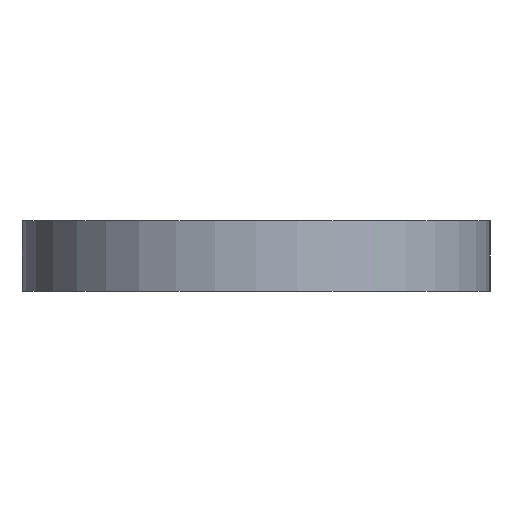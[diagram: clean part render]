
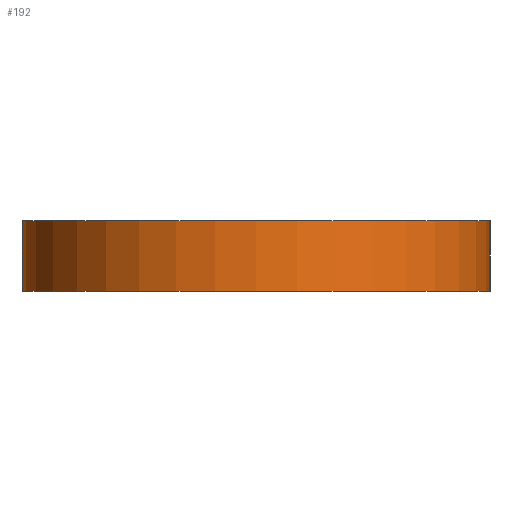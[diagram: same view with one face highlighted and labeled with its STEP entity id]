
A CAD part, left-side view. The second image highlights one B-rep face of the part: STEP entity #192.
In plain terms, the highlighted cylindrical face has radius 10 mm (diameter 20 mm), a partial arc.
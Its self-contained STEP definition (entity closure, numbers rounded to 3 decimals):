
#34=FACE_OUTER_BOUND('',#44,.T.);
#44=EDGE_LOOP('',(#150,#151,#152,#153));
#62=LINE('',#331,#74);
#63=LINE('',#334,#75);
#74=VECTOR('',#277,10.);
#75=VECTOR('',#280,10.);
#90=CIRCLE('',#234,10.);
#91=CIRCLE('',#235,10.);
#102=VERTEX_POINT('',#327);
#103=VERTEX_POINT('',#328);
#104=VERTEX_POINT('',#330);
#105=VERTEX_POINT('',#332);
#122=EDGE_CURVE('',#102,#103,#90,.T.);
#123=EDGE_CURVE('',#103,#104,#62,.T.);
#124=EDGE_CURVE('',#105,#104,#91,.T.);
#125=EDGE_CURVE('',#102,#105,#63,.T.);
#150=ORIENTED_EDGE('',*,*,#122,.T.);
#151=ORIENTED_EDGE('',*,*,#123,.T.);
#152=ORIENTED_EDGE('',*,*,#124,.F.);
#153=ORIENTED_EDGE('',*,*,#125,.F.);
#186=CYLINDRICAL_SURFACE('',#233,10.);
#192=ADVANCED_FACE('',(#34),#186,.T.);
#233=AXIS2_PLACEMENT_3D('',#326,#273,#274);
#234=AXIS2_PLACEMENT_3D('',#329,#275,#276);
#235=AXIS2_PLACEMENT_3D('',#333,#278,#279);
#273=DIRECTION('center_axis',(0.,0.,1.));
#274=DIRECTION('ref_axis',(0.,1.,0.));
#275=DIRECTION('center_axis',(0.,0.,1.));
#276=DIRECTION('ref_axis',(0.,1.,0.));
#277=DIRECTION('',(0.,0.,1.));
#278=DIRECTION('center_axis',(0.,0.,1.));
#279=DIRECTION('ref_axis',(0.,1.,0.));
#280=DIRECTION('',(0.,0.,1.));
#326=CARTESIAN_POINT('Origin',(77.506,-59.082,0.));
#327=CARTESIAN_POINT('',(77.506,-49.082,0.));
#328=CARTESIAN_POINT('',(77.506,-69.082,0.));
#329=CARTESIAN_POINT('Origin',(77.506,-59.082,0.));
#330=CARTESIAN_POINT('',(77.506,-69.082,3.));
#331=CARTESIAN_POINT('',(77.506,-69.082,0.));
#332=CARTESIAN_POINT('',(77.506,-49.082,3.));
#333=CARTESIAN_POINT('Origin',(77.506,-59.082,3.));
#334=CARTESIAN_POINT('',(77.506,-49.082,0.));
